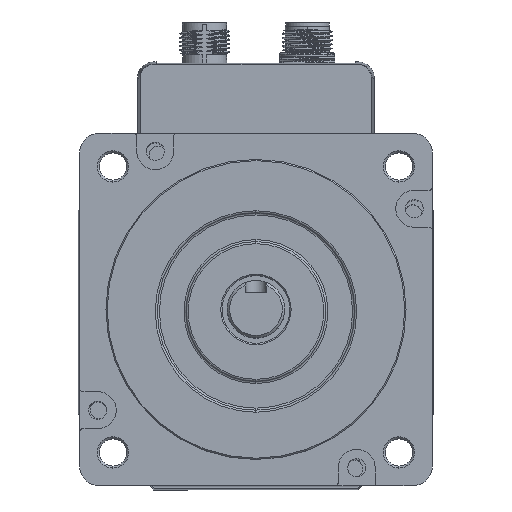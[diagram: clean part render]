
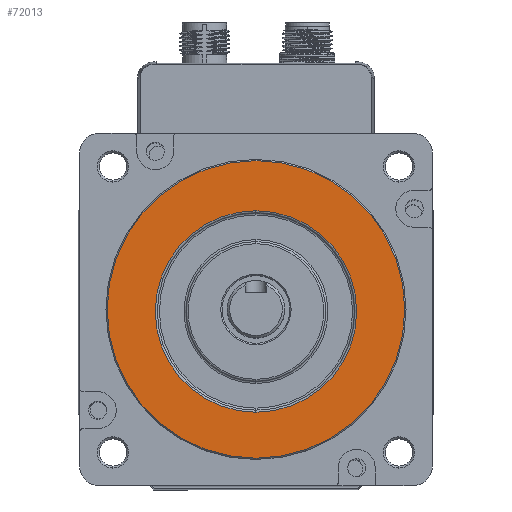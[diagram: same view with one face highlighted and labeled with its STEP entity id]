
A CAD part, top view. The second image highlights one B-rep face of the part: STEP entity #72013.
In plain terms, the highlighted face is planar.
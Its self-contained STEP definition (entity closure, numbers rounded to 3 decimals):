
#3755 = VERTEX_POINT ( 'NONE', #24140 ) ;
#4202 = AXIS2_PLACEMENT_3D ( 'NONE', #23381, #17468, #47519 ) ;
#8698 = DIRECTION ( 'NONE',  ( 0., -1., 0. ) ) ;
#8723 = EDGE_LOOP ( 'NONE', ( #74929, #26691 ) ) ;
#10350 = DIRECTION ( 'NONE',  ( 0., 1., 0. ) ) ;
#12046 = EDGE_CURVE ( 'NONE', #28669, #3755, #63430, .T. ) ;
#12406 = CIRCLE ( 'NONE', #76903, 36.2 ) ;
#13177 = ORIENTED_EDGE ( 'NONE', *, *, #18965, .T. ) ;
#15511 = FACE_OUTER_BOUND ( 'NONE', #8723, .T. ) ;
#16675 = AXIS2_PLACEMENT_3D ( 'NONE', #18112, #49355, #29959 ) ;
#17372 = DIRECTION ( 'NONE',  ( 0., 0., 1. ) ) ;
#17468 = DIRECTION ( 'NONE',  ( 0., 1., 0. ) ) ;
#18112 = CARTESIAN_POINT ( 'NONE',  ( 46.966, -2., 63.564 ) ) ;
#18965 = EDGE_CURVE ( 'NONE', #65826, #66722, #35519, .T. ) ;
#22047 = CARTESIAN_POINT ( 'NONE',  ( 46.966, -2., 27.864 ) ) ;
#22167 = DIRECTION ( 'NONE',  ( 1., 0., 0. ) ) ;
#23381 = CARTESIAN_POINT ( 'NONE',  ( 46.966, -2., 63.564 ) ) ;
#24140 = CARTESIAN_POINT ( 'NONE',  ( 46.966, -2., 100.264 ) ) ;
#26691 = ORIENTED_EDGE ( 'NONE', *, *, #12046, .T. ) ;
#28669 = VERTEX_POINT ( 'NONE', #22047 ) ;
#29642 = EDGE_CURVE ( 'NONE', #3755, #28669, #12406, .T. ) ;
#29959 = DIRECTION ( 'NONE',  ( 0., 0., 1. ) ) ;
#31180 = EDGE_LOOP ( 'NONE', ( #33681, #13177 ) ) ;
#33681 = ORIENTED_EDGE ( 'NONE', *, *, #41475, .T. ) ;
#35519 = CIRCLE ( 'NONE', #16675, 24.5 ) ;
#41475 = EDGE_CURVE ( 'NONE', #66722, #65826, #45854, .T. ) ;
#44741 = PLANE ( 'NONE',  #65585 ) ;
#45854 = CIRCLE ( 'NONE', #4202, 24.5 ) ;
#47519 = DIRECTION ( 'NONE',  ( 0., 0., 1. ) ) ;
#49355 = DIRECTION ( 'NONE',  ( 0., 1., 0. ) ) ;
#50316 = FACE_BOUND ( 'NONE', #31180, .T. ) ;
#53201 = AXIS2_PLACEMENT_3D ( 'NONE', #60948, #71674, #17372 ) ;
#56978 = DIRECTION ( 'NONE',  ( 0., 0., 1. ) ) ;
#60948 = CARTESIAN_POINT ( 'NONE',  ( 46.966, -2., 64.064 ) ) ;
#62977 = CARTESIAN_POINT ( 'NONE',  ( 46.966, -2., 64.064 ) ) ;
#63430 = CIRCLE ( 'NONE', #53201, 36.2 ) ;
#65585 = AXIS2_PLACEMENT_3D ( 'NONE', #76482, #10350, #22167 ) ;
#65826 = VERTEX_POINT ( 'NONE', #72001 ) ;
#66722 = VERTEX_POINT ( 'NONE', #72845 ) ;
#71674 = DIRECTION ( 'NONE',  ( 0., -1., 0. ) ) ;
#72001 = CARTESIAN_POINT ( 'NONE',  ( 46.966, -2., 39.064 ) ) ;
#72013 = ADVANCED_FACE ( 'NONE', ( #50316, #15511 ), #44741, .F. ) ;
#72845 = CARTESIAN_POINT ( 'NONE',  ( 46.966, -2., 88.064 ) ) ;
#74929 = ORIENTED_EDGE ( 'NONE', *, *, #29642, .T. ) ;
#76482 = CARTESIAN_POINT ( 'NONE',  ( 46.966, -2., 64.064 ) ) ;
#76903 = AXIS2_PLACEMENT_3D ( 'NONE', #62977, #8698, #56978 ) ;
